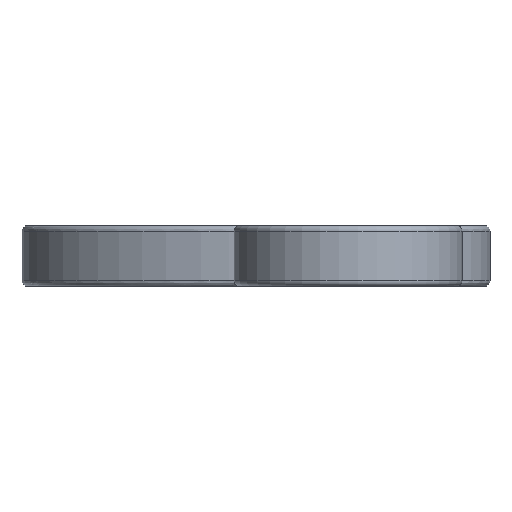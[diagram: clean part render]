
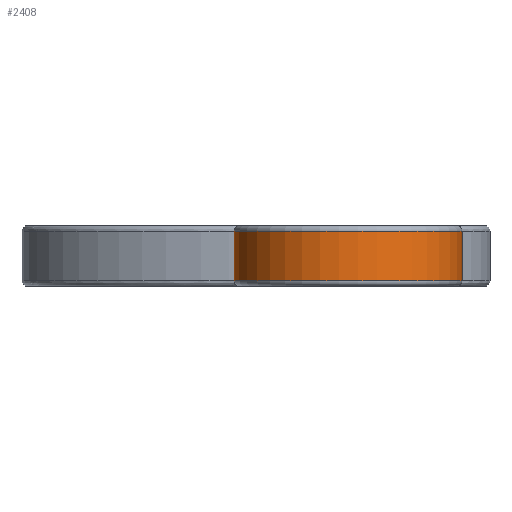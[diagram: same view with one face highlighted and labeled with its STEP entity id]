
A CAD part, front view. The second image highlights one B-rep face of the part: STEP entity #2408.
In plain terms, the highlighted cylindrical face has radius 6 mm (diameter 12 mm), a partial arc.
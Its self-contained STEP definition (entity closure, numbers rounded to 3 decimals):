
#1274 = CYLINDRICAL_SURFACE('',#1275,0.3);
#1275 = AXIS2_PLACEMENT_3D('',#1276,#1277,#1278);
#1276 = CARTESIAN_POINT('',(9.64,-30.414,0.));
#1277 = DIRECTION('',(0.,0.,1.));
#1278 = DIRECTION('',(-0.761,-0.648,0.));
#1417 = TOROIDAL_SURFACE('',#1418,5.7,0.3);
#1418 = AXIS2_PLACEMENT_3D('',#1419,#1420,#1421);
#1419 = CARTESIAN_POINT('',(4.843,-34.498,0.3));
#1420 = DIRECTION('',(-0.,-0.,-1.));
#1421 = DIRECTION('',(-0.75,0.661,0.));
#1661 = TOROIDAL_SURFACE('',#1662,5.7,0.3);
#1662 = AXIS2_PLACEMENT_3D('',#1663,#1664,#1665);
#1663 = CARTESIAN_POINT('',(4.843,-34.498,2.9));
#1664 = DIRECTION('',(0.,0.,1.));
#1665 = DIRECTION('',(-0.75,0.661,0.));
#1838 = CYLINDRICAL_SURFACE('',#1839,0.3);
#1839 = AXIS2_PLACEMENT_3D('',#1840,#1841,#1842);
#1840 = CARTESIAN_POINT('',(0.042,-30.42,0.));
#1841 = DIRECTION('',(0.,0.,1.));
#1842 = DIRECTION('',(1.,0.,-0.));
#1930 = EDGE_CURVE('',#1931,#1933,#1935,.T.);
#1931 = VERTEX_POINT('',#1932);
#1932 = CARTESIAN_POINT('',(9.411,-30.609,0.3));
#1933 = VERTEX_POINT('',#1934);
#1934 = CARTESIAN_POINT('',(9.411,-30.609,2.9));
#1935 = SURFACE_CURVE('',#1936,(#1940,#1947),.PCURVE_S1.);
#1936 = LINE('',#1937,#1938);
#1937 = CARTESIAN_POINT('',(9.411,-30.609,0.));
#1938 = VECTOR('',#1939,1.);
#1939 = DIRECTION('',(0.,0.,1.));
#1940 = PCURVE('',#1274,#1941);
#1941 = DEFINITIONAL_REPRESENTATION('',(#1942),#1946);
#1942 = LINE('',#1943,#1944);
#1943 = CARTESIAN_POINT('',(-0.,0.));
#1944 = VECTOR('',#1945,1.);
#1945 = DIRECTION('',(-0.,1.));
#1946 = ( GEOMETRIC_REPRESENTATION_CONTEXT(2) 
PARAMETRIC_REPRESENTATION_CONTEXT() REPRESENTATION_CONTEXT('2D SPACE',''
  ) );
#1947 = PCURVE('',#1948,#1953);
#1948 = CYLINDRICAL_SURFACE('',#1949,6.);
#1949 = AXIS2_PLACEMENT_3D('',#1950,#1951,#1952);
#1950 = CARTESIAN_POINT('',(4.843,-34.498,0.));
#1951 = DIRECTION('',(-0.,-0.,-1.));
#1952 = DIRECTION('',(1.,0.,0.));
#1953 = DEFINITIONAL_REPRESENTATION('',(#1954),#1958);
#1954 = LINE('',#1955,#1956);
#1955 = CARTESIAN_POINT('',(-6.988,0.));
#1956 = VECTOR('',#1957,1.);
#1957 = DIRECTION('',(-0.,-1.));
#1958 = ( GEOMETRIC_REPRESENTATION_CONTEXT(2) 
PARAMETRIC_REPRESENTATION_CONTEXT() REPRESENTATION_CONTEXT('2D SPACE',''
  ) );
#2067 = VERTEX_POINT('',#2068);
#2068 = CARTESIAN_POINT('',(0.27,-30.614,0.3));
#2116 = EDGE_CURVE('',#2067,#1931,#2117,.T.);
#2117 = SURFACE_CURVE('',#2118,(#2123,#2130),.PCURVE_S1.);
#2118 = CIRCLE('',#2119,6.);
#2119 = AXIS2_PLACEMENT_3D('',#2120,#2121,#2122);
#2120 = CARTESIAN_POINT('',(4.843,-34.498,0.3));
#2121 = DIRECTION('',(0.,0.,1.));
#2122 = DIRECTION('',(-0.75,0.661,0.));
#2123 = PCURVE('',#1417,#2124);
#2124 = DEFINITIONAL_REPRESENTATION('',(#2125),#2129);
#2125 = LINE('',#2126,#2127);
#2126 = CARTESIAN_POINT('',(-0.,0.));
#2127 = VECTOR('',#2128,1.);
#2128 = DIRECTION('',(-1.,0.));
#2129 = ( GEOMETRIC_REPRESENTATION_CONTEXT(2) 
PARAMETRIC_REPRESENTATION_CONTEXT() REPRESENTATION_CONTEXT('2D SPACE',''
  ) );
#2130 = PCURVE('',#1948,#2131);
#2131 = DEFINITIONAL_REPRESENTATION('',(#2132),#2136);
#2132 = LINE('',#2133,#2134);
#2133 = CARTESIAN_POINT('',(-2.419,-0.3));
#2134 = VECTOR('',#2135,1.);
#2135 = DIRECTION('',(-1.,0.));
#2136 = ( GEOMETRIC_REPRESENTATION_CONTEXT(2) 
PARAMETRIC_REPRESENTATION_CONTEXT() REPRESENTATION_CONTEXT('2D SPACE',''
  ) );
#2258 = VERTEX_POINT('',#2259);
#2259 = CARTESIAN_POINT('',(0.27,-30.614,2.9));
#2307 = EDGE_CURVE('',#2258,#1933,#2308,.T.);
#2308 = SURFACE_CURVE('',#2309,(#2314,#2321),.PCURVE_S1.);
#2309 = CIRCLE('',#2310,6.);
#2310 = AXIS2_PLACEMENT_3D('',#2311,#2312,#2313);
#2311 = CARTESIAN_POINT('',(4.843,-34.498,2.9));
#2312 = DIRECTION('',(0.,0.,1.));
#2313 = DIRECTION('',(-0.75,0.661,0.));
#2314 = PCURVE('',#1661,#2315);
#2315 = DEFINITIONAL_REPRESENTATION('',(#2316),#2320);
#2316 = LINE('',#2317,#2318);
#2317 = CARTESIAN_POINT('',(0.,0.));
#2318 = VECTOR('',#2319,1.);
#2319 = DIRECTION('',(1.,0.));
#2320 = ( GEOMETRIC_REPRESENTATION_CONTEXT(2) 
PARAMETRIC_REPRESENTATION_CONTEXT() REPRESENTATION_CONTEXT('2D SPACE',''
  ) );
#2321 = PCURVE('',#1948,#2322);
#2322 = DEFINITIONAL_REPRESENTATION('',(#2323),#2327);
#2323 = LINE('',#2324,#2325);
#2324 = CARTESIAN_POINT('',(-2.419,-2.9));
#2325 = VECTOR('',#2326,1.);
#2326 = DIRECTION('',(-1.,0.));
#2327 = ( GEOMETRIC_REPRESENTATION_CONTEXT(2) 
PARAMETRIC_REPRESENTATION_CONTEXT() REPRESENTATION_CONTEXT('2D SPACE',''
  ) );
#2387 = EDGE_CURVE('',#2067,#2258,#2388,.T.);
#2388 = SURFACE_CURVE('',#2389,(#2393,#2400),.PCURVE_S1.);
#2389 = LINE('',#2390,#2391);
#2390 = CARTESIAN_POINT('',(0.27,-30.614,0.));
#2391 = VECTOR('',#2392,1.);
#2392 = DIRECTION('',(0.,0.,1.));
#2393 = PCURVE('',#1838,#2394);
#2394 = DEFINITIONAL_REPRESENTATION('',(#2395),#2399);
#2395 = LINE('',#2396,#2397);
#2396 = CARTESIAN_POINT('',(-0.704,0.));
#2397 = VECTOR('',#2398,1.);
#2398 = DIRECTION('',(-0.,1.));
#2399 = ( GEOMETRIC_REPRESENTATION_CONTEXT(2) 
PARAMETRIC_REPRESENTATION_CONTEXT() REPRESENTATION_CONTEXT('2D SPACE',''
  ) );
#2400 = PCURVE('',#1948,#2401);
#2401 = DEFINITIONAL_REPRESENTATION('',(#2402),#2406);
#2402 = LINE('',#2403,#2404);
#2403 = CARTESIAN_POINT('',(-2.437,0.));
#2404 = VECTOR('',#2405,1.);
#2405 = DIRECTION('',(-0.,-1.));
#2406 = ( GEOMETRIC_REPRESENTATION_CONTEXT(2) 
PARAMETRIC_REPRESENTATION_CONTEXT() REPRESENTATION_CONTEXT('2D SPACE',''
  ) );
#2408 = ADVANCED_FACE('',(#2409),#1948,.T.);
#2409 = FACE_BOUND('',#2410,.F.);
#2410 = EDGE_LOOP('',(#2411,#2412,#2413,#2414));
#2411 = ORIENTED_EDGE('',*,*,#2387,.T.);
#2412 = ORIENTED_EDGE('',*,*,#2307,.T.);
#2413 = ORIENTED_EDGE('',*,*,#1930,.F.);
#2414 = ORIENTED_EDGE('',*,*,#2116,.F.);
